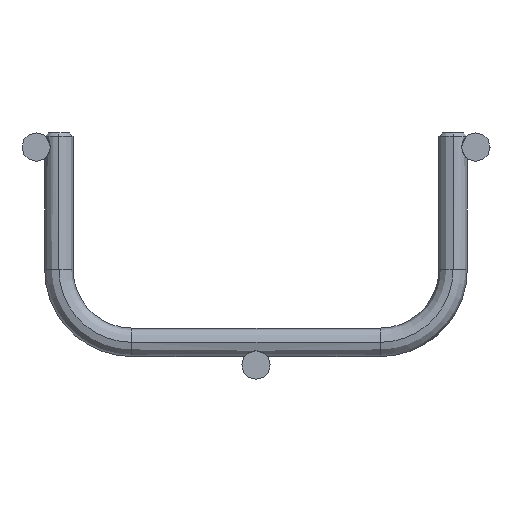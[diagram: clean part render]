
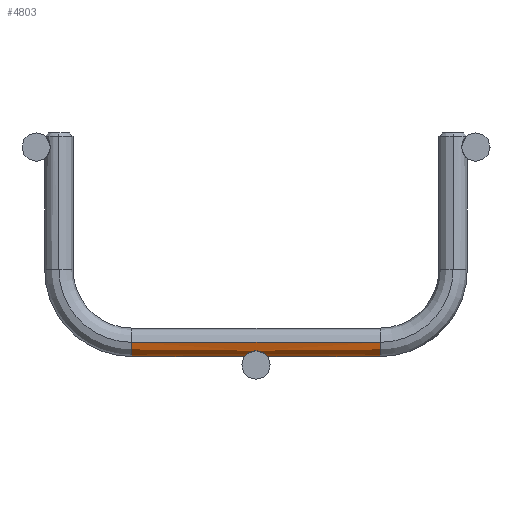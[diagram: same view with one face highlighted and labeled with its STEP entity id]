
A CAD part, left-side view. The second image highlights one B-rep face of the part: STEP entity #4803.
In plain terms, the highlighted cylindrical face has radius 1.95 mm (diameter 3.9 mm), a partial arc.
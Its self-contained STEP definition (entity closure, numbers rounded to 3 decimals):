
#4763=AXIS2_PLACEMENT_3D('Cylinder Axis2P3D',#4760,#4761,#4762) ;
#4767=AXIS2_PLACEMENT_3D('Circle Axis2P3D',#4765,#4766,$) ;
#4783=AXIS2_PLACEMENT_3D('Circle Axis2P3D',#4781,#4782,$) ;
#3344=CARTESIAN_POINT('Control Point',(-2998.425,0.,-3.1)) ;
#3345=CARTESIAN_POINT('Control Point',(-2998.425,-0.3,-3.1)) ;
#3346=CARTESIAN_POINT('Control Point',(-2998.467,-0.6,-3.158)) ;
#3347=CARTESIAN_POINT('Control Point',(-2998.55,-0.88,-3.276)) ;
#3348=CARTESIAN_POINT('Control Point',(-2998.813,-1.264,-3.537)) ;
#3349=CARTESIAN_POINT('Control Point',(-2999.238,-1.472,-3.763)) ;
#3350=CARTESIAN_POINT('Control Point',(-2999.438,-1.527,-3.836)) ;
#3351=CARTESIAN_POINT('Control Point',(-2999.945,-1.606,-3.943)) ;
#3352=CARTESIAN_POINT('Control Point',(-3000.471,-1.559,-3.879)) ;
#3353=CARTESIAN_POINT('Control Point',(-3000.764,-1.495,-3.78)) ;
#3354=CARTESIAN_POINT('Control Point',(-3001.225,-1.246,-3.507)) ;
#3355=CARTESIAN_POINT('Control Point',(-3001.475,-0.789,-3.239)) ;
#3356=CARTESIAN_POINT('Control Point',(-3001.541,-0.536,-3.146)) ;
#3357=CARTESIAN_POINT('Control Point',(-3001.575,-0.268,-3.1)) ;
#3358=CARTESIAN_POINT('Control Point',(-3001.575,0.,-3.1)) ;
#3359=CARTESIAN_POINT('Vertex',(-2998.425,0.,-3.1)) ;
#3361=CARTESIAN_POINT('Vertex',(-3001.575,0.,-3.1)) ;
#3365=CARTESIAN_POINT('Control Point',(-2998.425,0.,-3.1)) ;
#3366=CARTESIAN_POINT('Control Point',(-2998.425,0.3,-3.1)) ;
#3367=CARTESIAN_POINT('Control Point',(-2998.467,0.6,-3.158)) ;
#3368=CARTESIAN_POINT('Control Point',(-2998.55,0.88,-3.276)) ;
#3369=CARTESIAN_POINT('Control Point',(-2998.813,1.264,-3.537)) ;
#3370=CARTESIAN_POINT('Control Point',(-2999.238,1.472,-3.763)) ;
#3371=CARTESIAN_POINT('Control Point',(-2999.438,1.527,-3.836)) ;
#3372=CARTESIAN_POINT('Control Point',(-2999.945,1.606,-3.943)) ;
#3373=CARTESIAN_POINT('Control Point',(-3000.471,1.559,-3.879)) ;
#3374=CARTESIAN_POINT('Control Point',(-3000.764,1.495,-3.78)) ;
#3375=CARTESIAN_POINT('Control Point',(-3001.225,1.246,-3.507)) ;
#3376=CARTESIAN_POINT('Control Point',(-3001.475,0.789,-3.239)) ;
#3377=CARTESIAN_POINT('Control Point',(-3001.541,0.536,-3.146)) ;
#3378=CARTESIAN_POINT('Control Point',(-3001.575,0.268,-3.1)) ;
#3379=CARTESIAN_POINT('Control Point',(-3001.575,0.,-3.1)) ;
#4760=CARTESIAN_POINT('Axis2P3D Location',(-3000.,-8.5,-1.95)) ;
#4765=CARTESIAN_POINT('Axis2P3D Location',(-3000.,17.,-1.95)) ;
#4769=CARTESIAN_POINT('Vertex',(-2998.05,17.,-1.95)) ;
#4771=CARTESIAN_POINT('Vertex',(-3001.95,17.,-1.95)) ;
#4774=CARTESIAN_POINT('Line Origine',(-2998.05,-8.5,-1.95)) ;
#4778=CARTESIAN_POINT('Vertex',(-2998.05,-17.,-1.95)) ;
#4781=CARTESIAN_POINT('Axis2P3D Location',(-3000.,-17.,-1.95)) ;
#4785=CARTESIAN_POINT('Vertex',(-3001.95,-17.,-1.95)) ;
#4788=CARTESIAN_POINT('Line Origine',(-3001.95,-8.5,-1.95)) ;
#4761=DIRECTION('Axis2P3D Direction',(0.,1.,-0.)) ;
#4762=DIRECTION('Axis2P3D XDirection',(-1.,0.,0.)) ;
#4766=DIRECTION('Axis2P3D Direction',(0.,1.,-0.)) ;
#4775=DIRECTION('Vector Direction',(0.,1.,0.)) ;
#4782=DIRECTION('Axis2P3D Direction',(0.,1.,-0.)) ;
#4789=DIRECTION('Vector Direction',(0.,1.,0.)) ;
#4776=VECTOR('Line Direction',#4775,1.) ;
#4790=VECTOR('Line Direction',#4789,1.) ;
#4794=ORIENTED_EDGE('',*,*,#4773,.F.) ;
#4795=ORIENTED_EDGE('',*,*,#4780,.F.) ;
#4796=ORIENTED_EDGE('',*,*,#4787,.T.) ;
#4797=ORIENTED_EDGE('',*,*,#4792,.T.) ;
#4800=ORIENTED_EDGE('',*,*,#3380,.T.) ;
#4801=ORIENTED_EDGE('',*,*,#3363,.F.) ;
#4802=FACE_BOUND('',#4799,.T.) ;
#4803=ADVANCED_FACE('CF30-ZF1x50 STAINLESS STEEL',(#4798,#4802),#4764,.T.) ;
#3343=B_SPLINE_CURVE_WITH_KNOTS('',5,(#3344,#3345,#3346,#3347,#3348,#3349,#3350,#3351,#3352,#3353,#3354,#3355,#3356,#3357,#3358),.UNSPECIFIED.,.F.,.U.,(6,3,3,3,6),(0.,2.12,3.64,5.773,7.667),.UNSPECIFIED.) ;
#3364=B_SPLINE_CURVE_WITH_KNOTS('',5,(#3365,#3366,#3367,#3368,#3369,#3370,#3371,#3372,#3373,#3374,#3375,#3376,#3377,#3378,#3379),.UNSPECIFIED.,.F.,.U.,(6,3,3,3,6),(0.,2.12,3.64,5.773,7.667),.UNSPECIFIED.) ;
#4768=CIRCLE('generated circle',#4767,1.95) ;
#4784=CIRCLE('generated circle',#4783,1.95) ;
#4764=CYLINDRICAL_SURFACE('generated cylinder',#4763,1.95) ;
#3363=EDGE_CURVE('',#3360,#3362,#3343,.T.) ;
#3380=EDGE_CURVE('',#3360,#3362,#3364,.T.) ;
#4773=EDGE_CURVE('',#4770,#4772,#4768,.T.) ;
#4780=EDGE_CURVE('',#4779,#4770,#4777,.T.) ;
#4787=EDGE_CURVE('',#4779,#4786,#4784,.T.) ;
#4792=EDGE_CURVE('',#4786,#4772,#4791,.T.) ;
#4793=EDGE_LOOP('',(#4794,#4795,#4796,#4797)) ;
#4799=EDGE_LOOP('',(#4800,#4801)) ;
#4798=FACE_OUTER_BOUND('',#4793,.T.) ;
#4777=LINE('Line',#4774,#4776) ;
#4791=LINE('Line',#4788,#4790) ;
#3360=VERTEX_POINT('',#3359) ;
#3362=VERTEX_POINT('',#3361) ;
#4770=VERTEX_POINT('',#4769) ;
#4772=VERTEX_POINT('',#4771) ;
#4779=VERTEX_POINT('',#4778) ;
#4786=VERTEX_POINT('',#4785) ;
